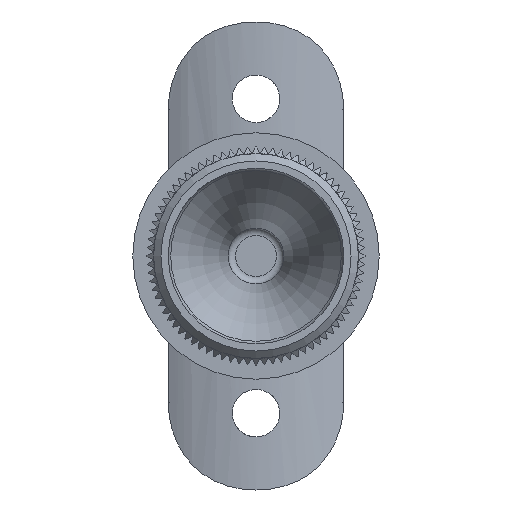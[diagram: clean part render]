
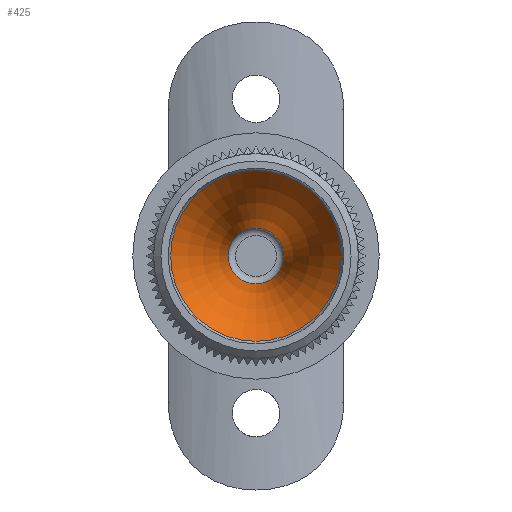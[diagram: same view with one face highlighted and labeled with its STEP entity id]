
A CAD part, front view. The second image highlights one B-rep face of the part: STEP entity #425.
In plain terms, the highlighted toroidal (fillet/blend) face has major radius 40.7 mm and minor radius 37.2 mm.
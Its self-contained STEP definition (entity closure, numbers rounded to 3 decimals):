
#425 = ADVANCED_FACE ( 'NONE', ( #20140, #15966 ), #16990, .T. ) ;
#1151 = ORIENTED_EDGE ( 'NONE', *, *, #26506, .T. ) ;
#2946 = CARTESIAN_POINT ( 'NONE',  ( -11.671, 25.547, 0. ) ) ;
#3524 = AXIS2_PLACEMENT_3D ( 'NONE', #23631, #10270, #12669 ) ;
#6702 = ORIENTED_EDGE ( 'NONE', *, *, #6901, .F. ) ;
#6901 = EDGE_CURVE ( 'NONE', #25492, #25492, #15394, .T. ) ;
#8943 = DIRECTION ( 'NONE',  ( -1., 0., 0. ) ) ;
#10203 = AXIS2_PLACEMENT_3D ( 'NONE', #15632, #15439, #8943 ) ;
#10270 = DIRECTION ( 'NONE',  ( 0., 1., 0. ) ) ;
#12130 = AXIS2_PLACEMENT_3D ( 'NONE', #17782, #28512, #26482 ) ;
#12669 = DIRECTION ( 'NONE',  ( -1., 0., 0. ) ) ;
#15394 = CIRCLE ( 'NONE', #10203, 11.671 ) ;
#15439 = DIRECTION ( 'NONE',  ( 0., 1., 0. ) ) ;
#15632 = CARTESIAN_POINT ( 'NONE',  ( 0., 25.547, 0. ) ) ;
#15966 = FACE_OUTER_BOUND ( 'NONE', #25824, .T. ) ;
#16990 = TOROIDAL_SURFACE ( 'NONE', #12130, 40.7, 37.2 ) ;
#17782 = CARTESIAN_POINT ( 'NONE',  ( 0., 48.809, 0. ) ) ;
#20050 = CIRCLE ( 'NONE', #3524, 3.796 ) ;
#20140 = FACE_OUTER_BOUND ( 'NONE', #25891, .T. ) ;
#21647 = VERTEX_POINT ( 'NONE', #27382 ) ;
#23631 = CARTESIAN_POINT ( 'NONE',  ( 0., 44.126, 0. ) ) ;
#25492 = VERTEX_POINT ( 'NONE', #2946 ) ;
#25824 = EDGE_LOOP ( 'NONE', ( #1151 ) ) ;
#25891 = EDGE_LOOP ( 'NONE', ( #6702 ) ) ;
#26482 = DIRECTION ( 'NONE',  ( -1., 0., 0. ) ) ;
#26506 = EDGE_CURVE ( 'NONE', #21647, #21647, #20050, .T. ) ;
#27382 = CARTESIAN_POINT ( 'NONE',  ( -3.796, 44.126, 0. ) ) ;
#28512 = DIRECTION ( 'NONE',  ( 0., 1., 0. ) ) ;
